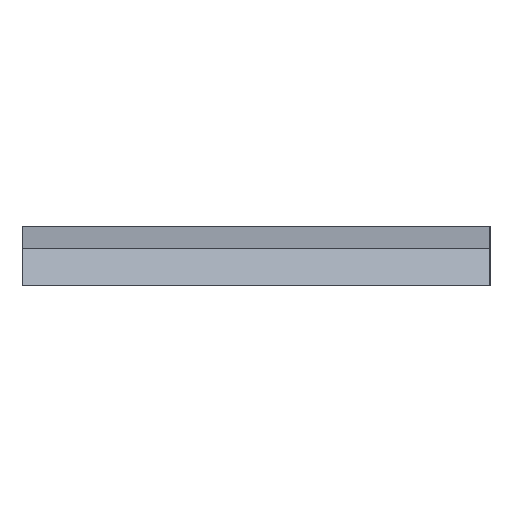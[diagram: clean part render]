
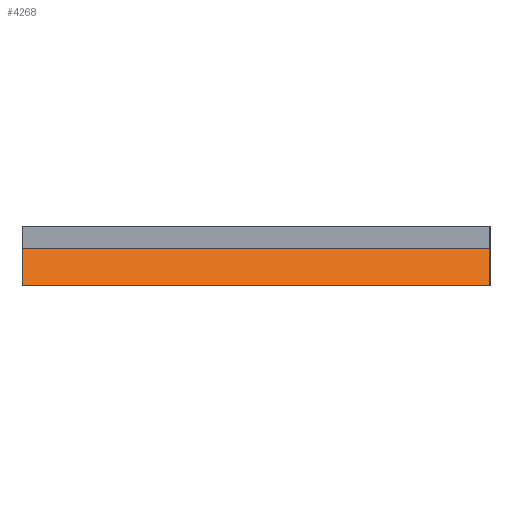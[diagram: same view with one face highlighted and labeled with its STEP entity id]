
A CAD part, left-side view. The second image highlights one B-rep face of the part: STEP entity #4268.
In plain terms, the highlighted planar face has unit normal (-0.707, 0, 0.707).
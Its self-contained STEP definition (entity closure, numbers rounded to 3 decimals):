
#500 = LINE ( 'NONE', #2655, #6809 ) ;
#973 = VERTEX_POINT ( 'NONE', #4895 ) ;
#996 = CARTESIAN_POINT ( 'NONE',  ( 0., 62.5, -2.962 ) ) ;
#1010 = CARTESIAN_POINT ( 'NONE',  ( 0., 62.5, -2.962 ) ) ;
#1040 = EDGE_CURVE ( 'NONE', #973, #1646, #3464, .T. ) ;
#1098 = DIRECTION ( 'NONE',  ( 0.707, 0., -0.707 ) ) ;
#1289 = CARTESIAN_POINT ( 'NONE',  ( 0., 0., -2.962 ) ) ;
#1646 = VERTEX_POINT ( 'NONE', #8330 ) ;
#1677 = FACE_OUTER_BOUND ( 'NONE', #4420, .T. ) ;
#1755 = DIRECTION ( 'NONE',  ( 0., -1., 0. ) ) ;
#2469 = ORIENTED_EDGE ( 'NONE', *, *, #4835, .T. ) ;
#2476 = LINE ( 'NONE', #996, #5002 ) ;
#2655 = CARTESIAN_POINT ( 'NONE',  ( 0., 62.5, -2.962 ) ) ;
#2778 = CARTESIAN_POINT ( 'NONE',  ( 0., 0., -2.962 ) ) ;
#2834 = VERTEX_POINT ( 'NONE', #5676 ) ;
#3464 = LINE ( 'NONE', #7261, #6137 ) ;
#3920 = DIRECTION ( 'NONE',  ( -0.707, 0., -0.707 ) ) ;
#4263 = LINE ( 'NONE', #2778, #7198 ) ;
#4268 = ADVANCED_FACE ( 'NONE', ( #1677 ), #8915, .F. ) ;
#4420 = EDGE_LOOP ( 'NONE', ( #2469, #7494, #5978, #5713 ) ) ;
#4835 = EDGE_CURVE ( 'NONE', #1646, #8472, #4263, .T. ) ;
#4895 = CARTESIAN_POINT ( 'NONE',  ( -5.038, 62.5, -8. ) ) ;
#5002 = VECTOR ( 'NONE', #1755, 1000. ) ;
#5422 = EDGE_CURVE ( 'NONE', #2834, #8472, #2476, .T. ) ;
#5676 = CARTESIAN_POINT ( 'NONE',  ( 0., 62.5, -2.962 ) ) ;
#5680 = DIRECTION ( 'NONE',  ( 0.707, 0., 0.707 ) ) ;
#5713 = ORIENTED_EDGE ( 'NONE', *, *, #1040, .T. ) ;
#5978 = ORIENTED_EDGE ( 'NONE', *, *, #7059, .F. ) ;
#6137 = VECTOR ( 'NONE', #7166, 1000. ) ;
#6809 = VECTOR ( 'NONE', #9304, 1000. ) ;
#7059 = EDGE_CURVE ( 'NONE', #973, #2834, #500, .T. ) ;
#7166 = DIRECTION ( 'NONE',  ( 0., -1., 0. ) ) ;
#7191 = AXIS2_PLACEMENT_3D ( 'NONE', #1010, #1098, #3920 ) ;
#7198 = VECTOR ( 'NONE', #5680, 1000. ) ;
#7261 = CARTESIAN_POINT ( 'NONE',  ( -5.038, 62.5, -8. ) ) ;
#7494 = ORIENTED_EDGE ( 'NONE', *, *, #5422, .F. ) ;
#8330 = CARTESIAN_POINT ( 'NONE',  ( -5.038, 0., -8. ) ) ;
#8472 = VERTEX_POINT ( 'NONE', #1289 ) ;
#8915 = PLANE ( 'NONE',  #7191 ) ;
#9304 = DIRECTION ( 'NONE',  ( 0.707, 0., 0.707 ) ) ;
